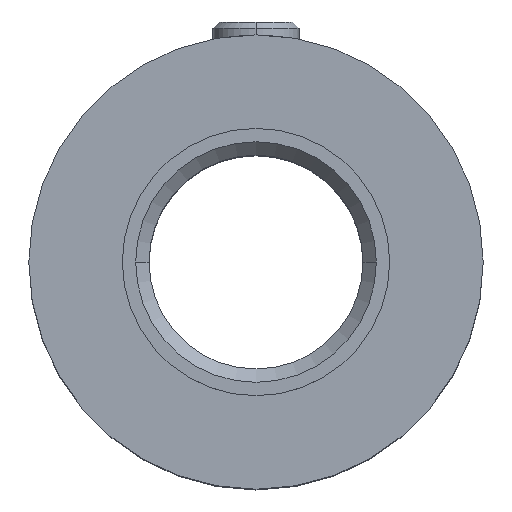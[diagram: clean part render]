
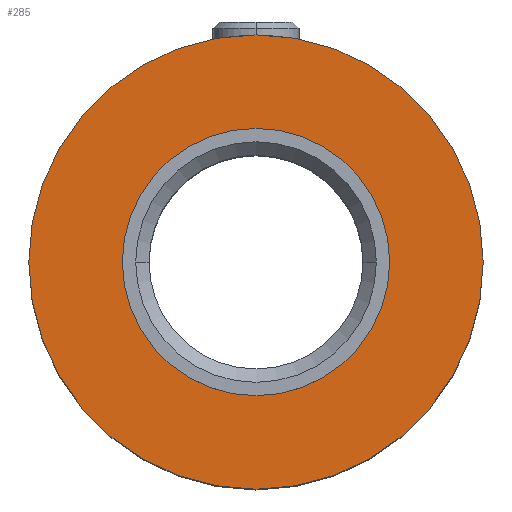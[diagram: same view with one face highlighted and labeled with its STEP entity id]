
A CAD part, top view. The second image highlights one B-rep face of the part: STEP entity #285.
In plain terms, the highlighted planar face has unit normal (0, 0, 1).
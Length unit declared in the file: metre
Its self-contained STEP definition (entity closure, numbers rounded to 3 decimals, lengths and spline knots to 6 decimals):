
#285=ADVANCED_FACE('0:146',(#608,#609),#610,.T.);
#608=FACE_OUTER_BOUND('',#971,.T.);
#609=FACE_BOUND('',#972,.T.);
#610=PLANE('',#973);
#971=EDGE_LOOP('',(#1808,#1809));
#972=EDGE_LOOP('',(#1810,#1811));
#973=AXIS2_PLACEMENT_3D('',#1812,#1813,#1814);
#1808=ORIENTED_EDGE('',*,*,#2549,.T.);
#1809=ORIENTED_EDGE('',*,*,#2550,.T.);
#1810=ORIENTED_EDGE('',*,*,#2459,.F.);
#1811=ORIENTED_EDGE('',*,*,#2439,.F.);
#1812=CARTESIAN_POINT('',(0.0,0.0,0.01595));
#1813=DIRECTION('',(0.0,0.0,1.0));
#1814=DIRECTION('',(1.0,0.0,-0.0));
#2439=EDGE_CURVE('',#3022,#3025,#3026,.T.);
#2459=EDGE_CURVE('',#3025,#3022,#3054,.T.);
#2549=EDGE_CURVE('',#3175,#3176,#3177,.T.);
#2550=EDGE_CURVE('',#3176,#3175,#3178,.T.);
#3022=VERTEX_POINT('',#3885);
#3025=VERTEX_POINT('',#3889);
#3026=CIRCLE('',#3890,0.005);
#3054=CIRCLE('',#3930,0.005);
#3175=VERTEX_POINT('',#4103);
#3176=VERTEX_POINT('',#4104);
#3177=CIRCLE('',#4105,0.0085);
#3178=CIRCLE('',#4106,0.0085);
#3885=CARTESIAN_POINT('',(-0.005,0.,0.01595));
#3889=CARTESIAN_POINT('',(0.005,0.0,0.01595));
#3890=AXIS2_PLACEMENT_3D('',#4503,#4504,#4505);
#3930=AXIS2_PLACEMENT_3D('',#4524,#4525,#4526);
#4103=CARTESIAN_POINT('',(0.0085,0.0,0.01595));
#4104=CARTESIAN_POINT('',(-0.0085,0.,0.01595));
#4105=AXIS2_PLACEMENT_3D('',#4633,#4634,#4635);
#4106=AXIS2_PLACEMENT_3D('',#4636,#4637,#4638);
#4503=CARTESIAN_POINT('',(0.0,0.0,0.01595));
#4504=DIRECTION('',(0.0,0.0,1.0));
#4505=DIRECTION('',(1.0,0.0,-0.0));
#4524=CARTESIAN_POINT('',(0.0,0.0,0.01595));
#4525=DIRECTION('',(0.0,0.0,1.0));
#4526=DIRECTION('',(1.0,0.0,-0.0));
#4633=CARTESIAN_POINT('',(0.0,0.0,0.01595));
#4634=DIRECTION('',(0.0,0.0,1.0));
#4635=DIRECTION('',(1.0,0.0,-0.0));
#4636=CARTESIAN_POINT('',(0.0,0.0,0.01595));
#4637=DIRECTION('',(0.0,0.0,1.0));
#4638=DIRECTION('',(1.0,0.0,-0.0));
